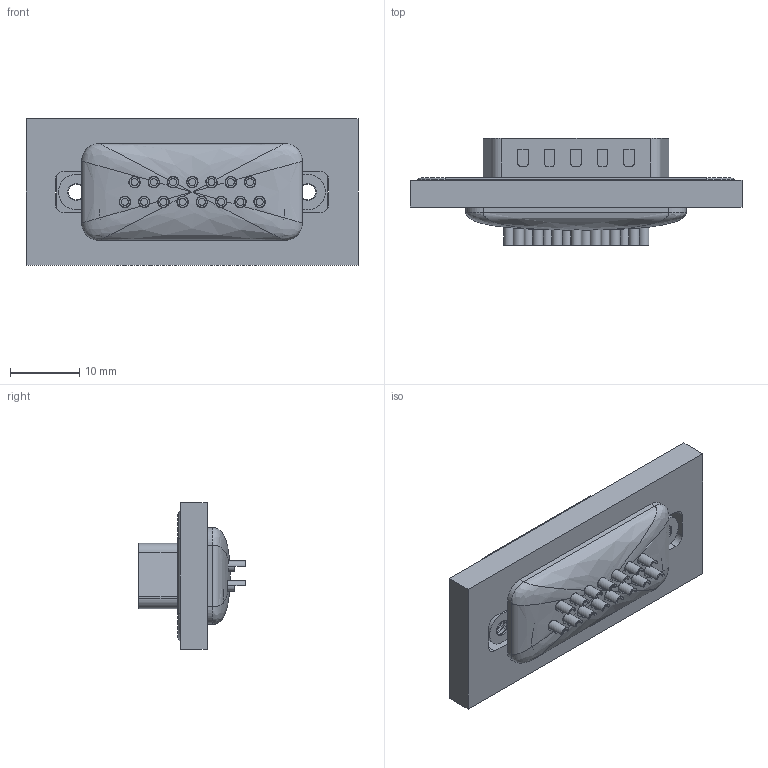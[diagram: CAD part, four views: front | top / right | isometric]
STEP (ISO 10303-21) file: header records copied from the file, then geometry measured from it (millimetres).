
FILE_DESCRIPTION (( 'STEP AP214' ), '1' );
FILE_NAME ('WPSD15P.STEP', '2006-09-01T13:32:02', ( 'X' ), ( 'L-COM' ), 'SwSTEP 2.0', 'SolidWorks 2006052', '' );
FILE_SCHEMA (( 'AUTOMOTIVE_DESIGN' ));
Length unit declared in the file: inch
Products named in the file (5): WPSD15P-MA1; WPSD15; SD15P_With Clinch Nuts; WPSD15-MA2; WPSD15P
Assembly tree (4 placements, depth 2):
  WPSD15P
    WPSD15
    SD15P_With Clinch Nuts
    WPSD15P-MA1
    WPSD15-MA2
Bounding box: 47.78 x 15.4 x 21.1 mm (x, y, z)
Volume: 4794.5 mm3; surface area: 6864.5 mm2
Topology: 4 solids, 4 shells, 715 faces, 1831 edges, 1118 vertices
Faces by surface type: cylinder 300, plane 277, cone 48, bspline 36, sphere 30, torus 24
Entity records: 33500 total; most frequent: CARTESIAN_POINT 10979, DIRECTION 3532, ORIENTED_EDGE 3510, EDGE_CURVE 1755, AXIS2_PLACEMENT_3D 1283, VERTEX_POINT 1088, VECTOR 966, LINE 966
